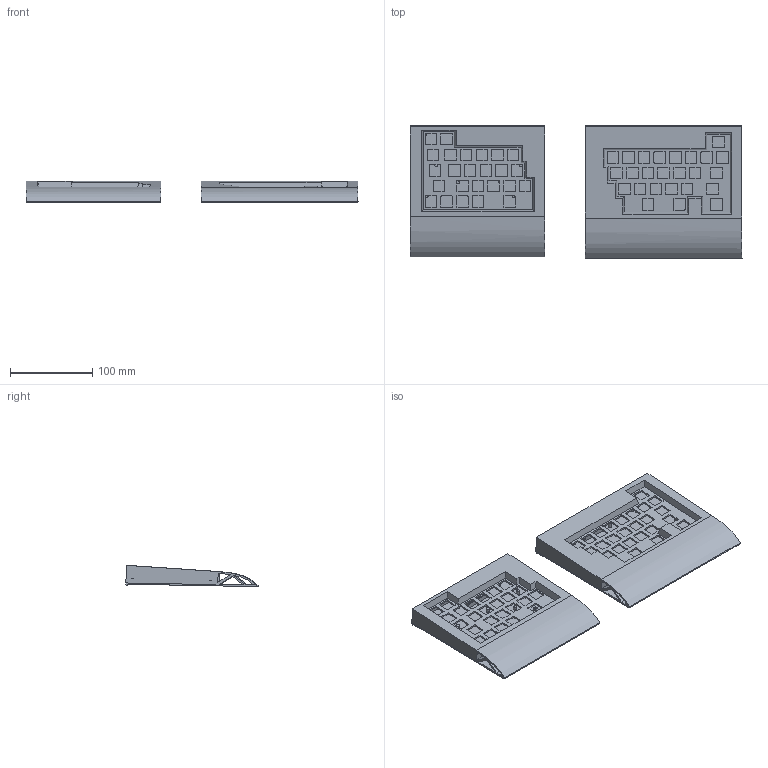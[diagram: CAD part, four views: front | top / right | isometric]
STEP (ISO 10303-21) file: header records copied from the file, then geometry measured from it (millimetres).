
FILE_DESCRIPTION(/* description */ (''),/* implementation_level */ '2;1');
FILE_NAME(/* name */ 'Full Case.step',/* time_stamp */ '2026-01-26T08:44:31Z',/* author */ (''),/* organization */ (''),/* preprocessor_version */ 'ST-DEVELOPER v20.1',/* originating_system */ 'Autodesk Translation Framework v14.21.0.0',/* authorisation */ '');
FILE_SCHEMA (('AUTOMOTIVE_DESIGN { 1 0 10303 214 3 1 1 }'));
Length unit declared in the file: millimetre
Products named in the file (4): Full Keyboard; Right Case; Left Case; betery+mount
Assembly tree (3 placements, depth 3):
  Full Keyboard
    Right Case
    Left Case
      betery+mount
Bounding box: 403.79 x 161.12 x 25.89 mm (x, y, z)
Volume: 412906.4 mm3; surface area: 281712.2 mm2
Topology: 5 solids, 5 shells, 699 faces, 1888 edges, 1246 vertices
Faces by surface type: plane 411, cylinder 266, cone 16, bspline 6
Full cylindrical faces by diameter (mm): 1 x2, 3 x18, 4 x26, 6 x8
Entity records: 22600 total; most frequent: CARTESIAN_POINT 4137, DIRECTION 3833, ORIENTED_EDGE 3776, EDGE_CURVE 1888, LINE 1319, VECTOR 1319, AXIS2_PLACEMENT_3D 1257, VERTEX_POINT 1246
